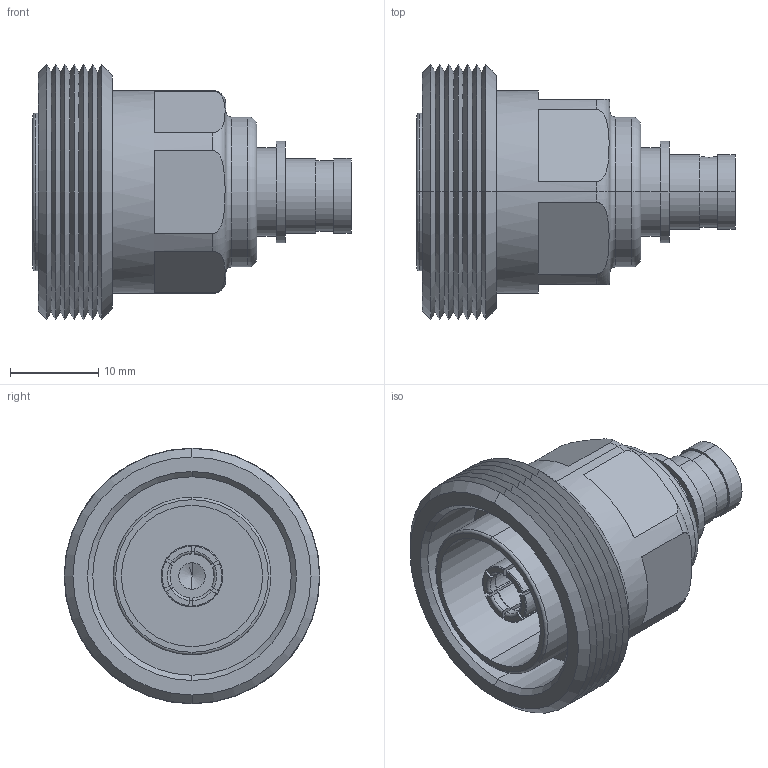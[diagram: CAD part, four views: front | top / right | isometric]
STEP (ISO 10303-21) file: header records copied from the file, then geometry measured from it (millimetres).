
FILE_DESCRIPTION (( 'STEP AP214' ), '1' );
FILE_NAME ('TC-402-716F-LP-FM.STEP', '2021-03-17T17:11:39', ( '' ), ( '' ), 'SwSTEP 2.0', 'SolidWorks 2020', '' );
FILE_SCHEMA (( 'AUTOMOTIVE_DESIGN' ));
Length unit declared in the file: inch
Products named in the file (1): TC-402-716F-LP-FM
Bounding box: 36.1 x 29 x 29 mm (x, y, z)
Volume: 8376.2 mm3; surface area: 5932.7 mm2
Topology: 1 solids, 1 shells, 144 faces, 352 edges, 221 vertices
Faces by surface type: plane 50, cone 40, cylinder 34, torus 20
Entity records: 5049 total; most frequent: CARTESIAN_POINT 1571, DIRECTION 758, ORIENTED_EDGE 700, EDGE_CURVE 350, AXIS2_PLACEMENT_3D 309, VERTEX_POINT 221, CIRCLE 164, EDGE_LOOP 159
